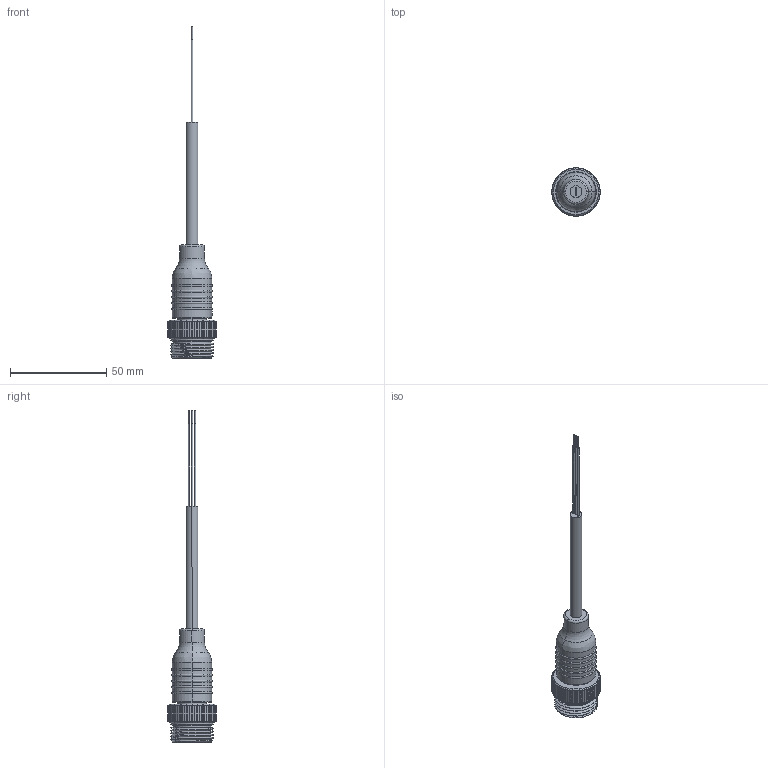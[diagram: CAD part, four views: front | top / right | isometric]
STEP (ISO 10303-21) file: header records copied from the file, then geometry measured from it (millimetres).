
FILE_DESCRIPTION((''),'2;1');
FILE_NAME('247633_SM01_ASM','2026-03-30T11:59:08',('banengservice'),('BANNER ENGINEERING'),'CREO PARAMETRIC BY PTC INC, 2022414','CREO PARAMETRIC BY PTC INC, 2022414','');
FILE_SCHEMA(('CONFIG_CONTROL_DESIGN'));
Length unit declared in the file: millimetre
Products named in the file (2): 247633_EP01; 247633_SM01_ASM
Assembly tree (1 placements, depth 2):
  247633_SM01_ASM
    247633_EP01
Bounding box: 25 x 25 x 172.1 mm (x, y, z)
Volume: 18600.7 mm3; surface area: 9692 mm2
Topology: 2 solids, 2 shells, 315 faces, 828 edges, 531 vertices
Faces by surface type: plane 147, cylinder 124, torus 22, cone 10, bspline 6, sphere 6
Entity records: 12030 total; most frequent: CARTESIAN_POINT 4525, ORIENTED_EDGE 1644, DIRECTION 1458, EDGE_CURVE 822, AXIS2_PLACEMENT_3D 597, VERTEX_POINT 531, EDGE_LOOP 337, FACE_OUTER_BOUND 315
